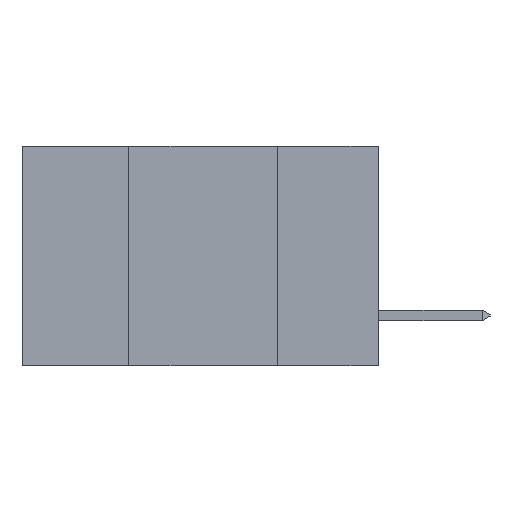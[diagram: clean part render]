
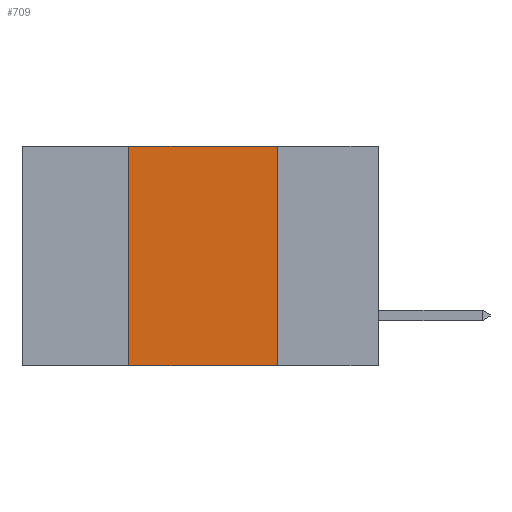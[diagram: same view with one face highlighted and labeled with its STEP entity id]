
A CAD part, left-side view. The second image highlights one B-rep face of the part: STEP entity #709.
In plain terms, the highlighted planar face has unit normal (-1, 0, 0).
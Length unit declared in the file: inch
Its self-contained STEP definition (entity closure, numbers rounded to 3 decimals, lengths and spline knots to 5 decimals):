
#120 = ORIENTED_EDGE ( 'NONE', *, *, #6413, .F. ) ;
#530 = EDGE_CURVE ( 'NONE', #3912, #11604, #16932, .T. ) ;
#709 = ADVANCED_FACE ( 'NONE', ( #5745 ), #2232, .F. ) ;
#727 = VERTEX_POINT ( 'NONE', #6463 ) ;
#1258 = DIRECTION ( 'NONE',  ( 0., -1., 0. ) ) ;
#2232 = PLANE ( 'NONE',  #7865 ) ;
#3882 = DIRECTION ( 'NONE',  ( 0., 0., -1. ) ) ;
#3912 = VERTEX_POINT ( 'NONE', #6240 ) ;
#3921 = ORIENTED_EDGE ( 'NONE', *, *, #9529, .F. ) ;
#3943 = LINE ( 'NONE', #12908, #18263 ) ;
#5244 = EDGE_LOOP ( 'NONE', ( #3921, #17336, #120, #8204 ) ) ;
#5745 = FACE_OUTER_BOUND ( 'NONE', #5244, .T. ) ;
#6240 = CARTESIAN_POINT ( 'NONE',  ( 0., 0.42, 0. ) ) ;
#6282 = DIRECTION ( 'NONE',  ( 0., -1., 0. ) ) ;
#6358 = CARTESIAN_POINT ( 'NONE',  ( 0., 0.6, -0.37 ) ) ;
#6413 = EDGE_CURVE ( 'NONE', #727, #3912, #11627, .T. ) ;
#6463 = CARTESIAN_POINT ( 'NONE',  ( 0., 0.42, -0.37 ) ) ;
#7865 = AXIS2_PLACEMENT_3D ( 'NONE', #14145, #9338, #3882 ) ;
#8204 = ORIENTED_EDGE ( 'NONE', *, *, #15381, .T. ) ;
#9338 = DIRECTION ( 'NONE',  ( 1., 0., 0. ) ) ;
#9529 = EDGE_CURVE ( 'NONE', #11604, #14834, #3943, .T. ) ;
#9835 = CARTESIAN_POINT ( 'NONE',  ( 0., 0.6, 0. ) ) ;
#11604 = VERTEX_POINT ( 'NONE', #12823 ) ;
#11627 = LINE ( 'NONE', #12626, #14958 ) ;
#12626 = CARTESIAN_POINT ( 'NONE',  ( 0., 0.42, 0. ) ) ;
#12823 = CARTESIAN_POINT ( 'NONE',  ( 0., 0.17, 0. ) ) ;
#12908 = CARTESIAN_POINT ( 'NONE',  ( 0., 0.17, 0. ) ) ;
#13590 = VECTOR ( 'NONE', #6282, 39.37008 ) ;
#13775 = LINE ( 'NONE', #6358, #13590 ) ;
#14145 = CARTESIAN_POINT ( 'NONE',  ( 0., 0.6, 0. ) ) ;
#14331 = DIRECTION ( 'NONE',  ( 0., 0., -1. ) ) ;
#14834 = VERTEX_POINT ( 'NONE', #16611 ) ;
#14958 = VECTOR ( 'NONE', #16907, 39.37008 ) ;
#15381 = EDGE_CURVE ( 'NONE', #727, #14834, #13775, .T. ) ;
#16498 = VECTOR ( 'NONE', #1258, 39.37008 ) ;
#16611 = CARTESIAN_POINT ( 'NONE',  ( 0., 0.17, -0.37 ) ) ;
#16907 = DIRECTION ( 'NONE',  ( 0., 0., 1. ) ) ;
#16932 = LINE ( 'NONE', #9835, #16498 ) ;
#17336 = ORIENTED_EDGE ( 'NONE', *, *, #530, .F. ) ;
#18263 = VECTOR ( 'NONE', #14331, 39.37008 ) ;
